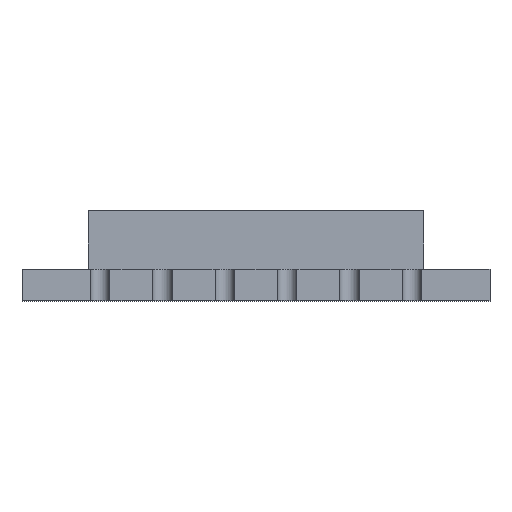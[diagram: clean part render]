
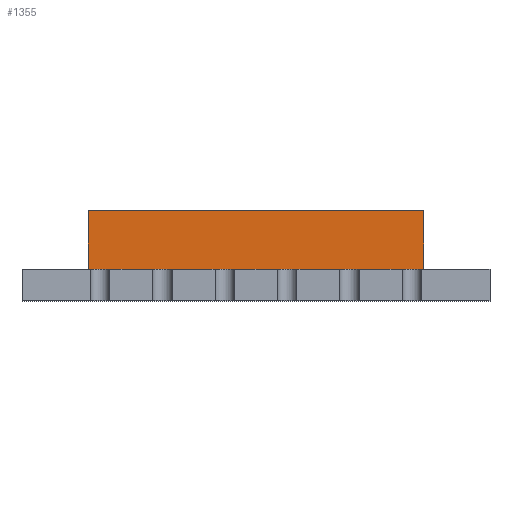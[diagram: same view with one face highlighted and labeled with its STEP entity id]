
A CAD part, top view. The second image highlights one B-rep face of the part: STEP entity #1355.
In plain terms, the highlighted planar face has unit normal (0, 0, 1).
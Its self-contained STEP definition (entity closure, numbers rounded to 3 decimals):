
#22 = CARTESIAN_POINT ( 'NONE',  ( -4.305, 0.8, 5.5 ) ) ;
#24 = PLANE ( 'NONE',  #538 ) ;
#87 = EDGE_CURVE ( 'NONE', #325, #749, #997, .T. ) ;
#110 = CARTESIAN_POINT ( 'NONE',  ( -4.305, 16.353, 5.5 ) ) ;
#223 = EDGE_CURVE ( 'NONE', #790, #414, #278, .T. ) ;
#278 = LINE ( 'NONE', #595, #502 ) ;
#325 = VERTEX_POINT ( 'NONE', #1417 ) ;
#326 = CARTESIAN_POINT ( 'NONE',  ( -4.305, 0.8, 5.5 ) ) ;
#334 = LINE ( 'NONE', #326, #1278 ) ;
#362 = DIRECTION ( 'NONE',  ( -1., 0., 0. ) ) ;
#364 = CARTESIAN_POINT ( 'NONE',  ( -4.305, 2.3, 5.5 ) ) ;
#414 = VERTEX_POINT ( 'NONE', #542 ) ;
#439 = DIRECTION ( 'NONE',  ( 1., 0., 0. ) ) ;
#466 = EDGE_CURVE ( 'NONE', #790, #325, #1348, .T. ) ;
#502 = VECTOR ( 'NONE', #1160, 1000. ) ;
#536 = ORIENTED_EDGE ( 'NONE', *, *, #87, .T. ) ;
#538 = AXIS2_PLACEMENT_3D ( 'NONE', #110, #700, #362 ) ;
#542 = CARTESIAN_POINT ( 'NONE',  ( 4.305, 0.8, 5.5 ) ) ;
#580 = CARTESIAN_POINT ( 'NONE',  ( -4.305, 16.353, 5.5 ) ) ;
#595 = CARTESIAN_POINT ( 'NONE',  ( 4.305, 16.353, 5.5 ) ) ;
#647 = VECTOR ( 'NONE', #1262, 1000. ) ;
#653 = ORIENTED_EDGE ( 'NONE', *, *, #466, .T. ) ;
#659 = DIRECTION ( 'NONE',  ( 0., -1., 0. ) ) ;
#700 = DIRECTION ( 'NONE',  ( 0., 0., -1. ) ) ;
#749 = VERTEX_POINT ( 'NONE', #22 ) ;
#790 = VERTEX_POINT ( 'NONE', #906 ) ;
#844 = EDGE_LOOP ( 'NONE', ( #1197, #653, #536, #1361 ) ) ;
#906 = CARTESIAN_POINT ( 'NONE',  ( 4.305, 2.3, 5.5 ) ) ;
#997 = LINE ( 'NONE', #580, #1132 ) ;
#1132 = VECTOR ( 'NONE', #659, 1000. ) ;
#1160 = DIRECTION ( 'NONE',  ( 0., -1., 0. ) ) ;
#1197 = ORIENTED_EDGE ( 'NONE', *, *, #223, .F. ) ;
#1262 = DIRECTION ( 'NONE',  ( -1., 0., 0. ) ) ;
#1278 = VECTOR ( 'NONE', #439, 1000. ) ;
#1279 = EDGE_CURVE ( 'NONE', #749, #414, #334, .T. ) ;
#1340 = FACE_OUTER_BOUND ( 'NONE', #844, .T. ) ;
#1348 = LINE ( 'NONE', #364, #647 ) ;
#1355 = ADVANCED_FACE ( 'NONE', ( #1340 ), #24, .F. ) ;
#1361 = ORIENTED_EDGE ( 'NONE', *, *, #1279, .T. ) ;
#1417 = CARTESIAN_POINT ( 'NONE',  ( -4.305, 2.3, 5.5 ) ) ;
